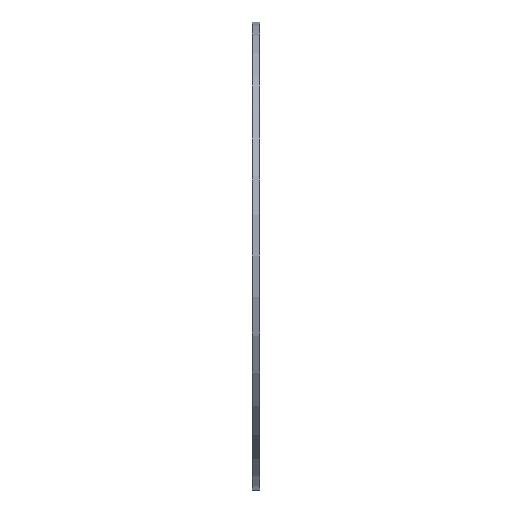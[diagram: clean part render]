
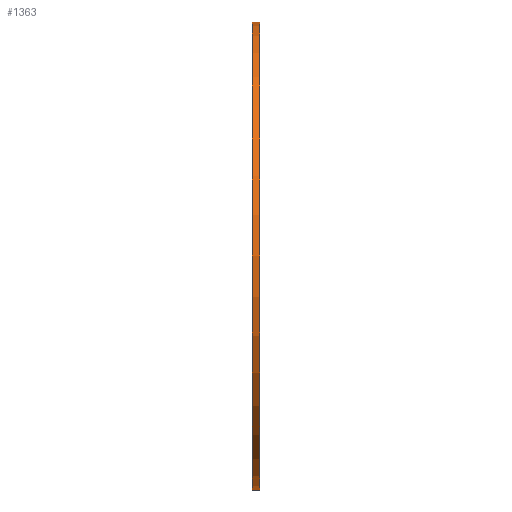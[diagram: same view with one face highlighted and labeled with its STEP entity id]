
A CAD part, left-side view. The second image highlights one B-rep face of the part: STEP entity #1363.
In plain terms, the highlighted cylindrical face has radius 15.392 mm (diameter 30.785 mm), a partial arc.
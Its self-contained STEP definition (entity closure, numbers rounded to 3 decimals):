
#106 = DIRECTION ( 'NONE',  ( 0., 1., 0. ) ) ;
#114 = LINE ( 'NONE', #1197, #664 ) ;
#233 = CARTESIAN_POINT ( 'NONE',  ( 0., 0.508, -15.392 ) ) ;
#284 = VECTOR ( 'NONE', #1269, 1000. ) ;
#310 = CIRCLE ( 'NONE', #894, 15.392 ) ;
#329 = DIRECTION ( 'NONE',  ( 0., 0., -1. ) ) ;
#353 = EDGE_CURVE ( 'NONE', #369, #933, #114, .T. ) ;
#369 = VERTEX_POINT ( 'NONE', #233 ) ;
#392 = VERTEX_POINT ( 'NONE', #1346 ) ;
#430 = AXIS2_PLACEMENT_3D ( 'NONE', #724, #1134, #1002 ) ;
#492 = EDGE_CURVE ( 'NONE', #933, #392, #1588, .T. ) ;
#596 = ORIENTED_EDGE ( 'NONE', *, *, #353, .T. ) ;
#649 = DIRECTION ( 'NONE',  ( 0., -1., 0. ) ) ;
#664 = VECTOR ( 'NONE', #815, 1000. ) ;
#667 = EDGE_CURVE ( 'NONE', #369, #801, #310, .T. ) ;
#695 = EDGE_LOOP ( 'NONE', ( #1711, #739, #596, #1788 ) ) ;
#707 = LINE ( 'NONE', #1804, #284 ) ;
#715 = CARTESIAN_POINT ( 'NONE',  ( 0., 0.508, 15.392 ) ) ;
#724 = CARTESIAN_POINT ( 'NONE',  ( 0., 0., 0. ) ) ;
#739 = ORIENTED_EDGE ( 'NONE', *, *, #667, .F. ) ;
#801 = VERTEX_POINT ( 'NONE', #715 ) ;
#815 = DIRECTION ( 'NONE',  ( 0., -1., 0. ) ) ;
#819 = EDGE_CURVE ( 'NONE', #801, #392, #707, .T. ) ;
#894 = AXIS2_PLACEMENT_3D ( 'NONE', #952, #106, #1484 ) ;
#933 = VERTEX_POINT ( 'NONE', #1175 ) ;
#952 = CARTESIAN_POINT ( 'NONE',  ( 0., 0.508, 0. ) ) ;
#1002 = DIRECTION ( 'NONE',  ( 0., 0., 1. ) ) ;
#1072 = AXIS2_PLACEMENT_3D ( 'NONE', #1747, #649, #329 ) ;
#1134 = DIRECTION ( 'NONE',  ( 0., 1., 0. ) ) ;
#1175 = CARTESIAN_POINT ( 'NONE',  ( 0., 0., -15.392 ) ) ;
#1197 = CARTESIAN_POINT ( 'NONE',  ( 0., 0.508, -15.392 ) ) ;
#1269 = DIRECTION ( 'NONE',  ( 0., -1., 0. ) ) ;
#1346 = CARTESIAN_POINT ( 'NONE',  ( 0., 0., 15.392 ) ) ;
#1363 = ADVANCED_FACE ( 'NONE', ( #1728 ), #1579, .T. ) ;
#1484 = DIRECTION ( 'NONE',  ( 0., 0., 1. ) ) ;
#1579 = CYLINDRICAL_SURFACE ( 'NONE', #1072, 15.392 ) ;
#1588 = CIRCLE ( 'NONE', #430, 15.392 ) ;
#1711 = ORIENTED_EDGE ( 'NONE', *, *, #819, .F. ) ;
#1728 = FACE_OUTER_BOUND ( 'NONE', #695, .T. ) ;
#1747 = CARTESIAN_POINT ( 'NONE',  ( 0., 0.508, 0. ) ) ;
#1788 = ORIENTED_EDGE ( 'NONE', *, *, #492, .T. ) ;
#1804 = CARTESIAN_POINT ( 'NONE',  ( 0., 0.508, 15.392 ) ) ;
